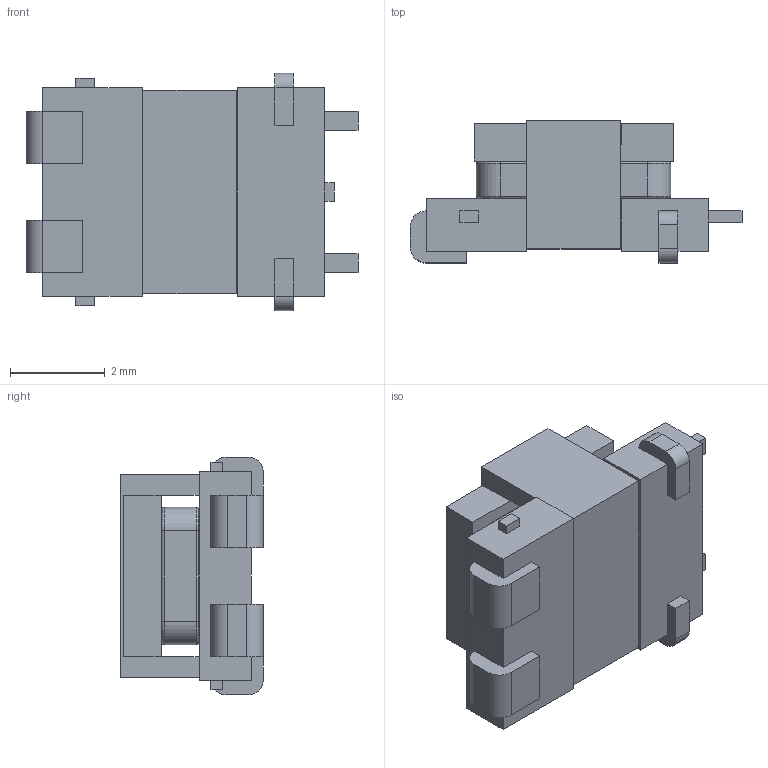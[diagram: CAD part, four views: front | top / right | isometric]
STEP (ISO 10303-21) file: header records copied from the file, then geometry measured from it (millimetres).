
FILE_DESCRIPTION (( 'STEP AP214' ), '1' );
FILE_NAME ('Coilcraft-CST7030.STEP', '2019-01-23T23:11:12', ( '' ), ( '' ), 'SwSTEP 2.0', 'SolidWorks 2018', '' );
FILE_SCHEMA (( 'AUTOMOTIVE_DESIGN' ));
Length unit declared in the file: millimetre
Products named in the file (1): Coilcraft-CST7030
Bounding box: 7 x 3 x 5 mm (x, y, z)
Volume: 53.8 mm3; surface area: 156.6 mm2
Topology: 1 solids, 1 shells, 130 faces, 396 edges, 280 vertices
Faces by surface type: plane 102, cylinder 20, bspline 8
Entity records: 5721 total; most frequent: CARTESIAN_POINT 1395, ORIENTED_EDGE 792, DIRECTION 602, EDGE_CURVE 396, VERTEX_POINT 280, VECTOR 276, LINE 276, AXIS2_PLACEMENT_3D 163
